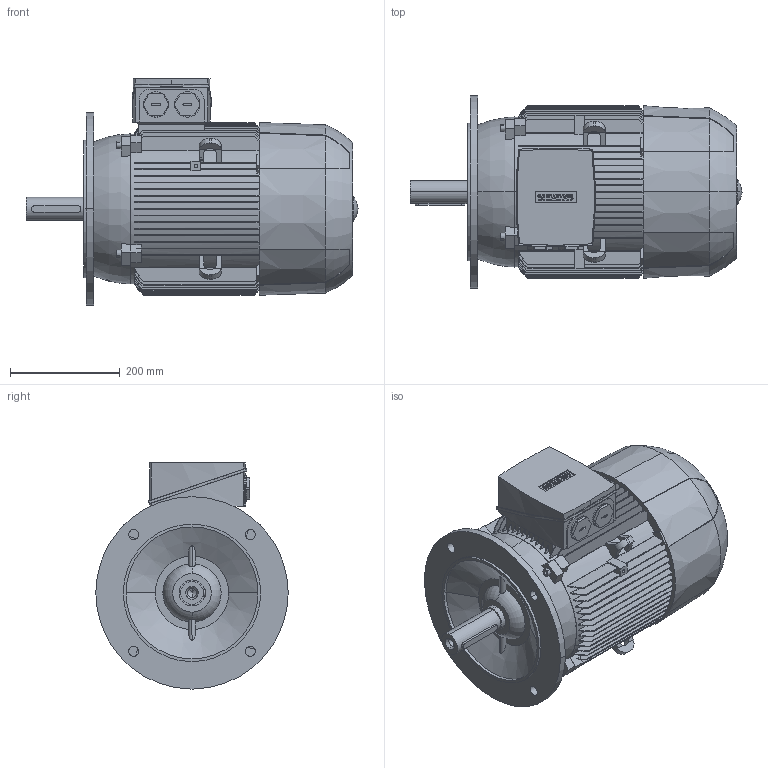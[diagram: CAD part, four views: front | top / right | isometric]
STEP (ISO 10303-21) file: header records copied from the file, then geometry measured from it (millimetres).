
FILE_DESCRIPTION(('STEP AP214'),'1');
FILE_NAME('cctmp_A8F63578-B3ED-4AA9-BDEC-DA6D735665AD_2023_06_26_14_59_31_0737..stp','2023-06-26T12:59:32',('SIEMENS A&D'),('CADClick - www.CADClick.com'),'Spatial InterOp 3D',' ','unknown authorization');
FILE_SCHEMA(('AUTOMOTIVE_DESIGN'));
Length unit declared in the file: millimetre
Products named in the file (1): 1
Bounding box: 604 x 350 x 411.5 mm (x, y, z)
Volume: 32827392.8 mm3; surface area: 1294115.1 mm2
Topology: 7 solids, 7 shells, 1010 faces, 2858 edges, 1886 vertices
Faces by surface type: plane 599, cylinder 251, torus 140, cone 20
Entity records: 48645 total; most frequent: CARTESIAN_POINT 14720, ORIENTED_EDGE 5708, DIRECTION 5002, EDGE_CURVE 2854, VERTEX_POINT 1886, AXIS2_PLACEMENT_3D 1673, LINE 1656, VECTOR 1656
